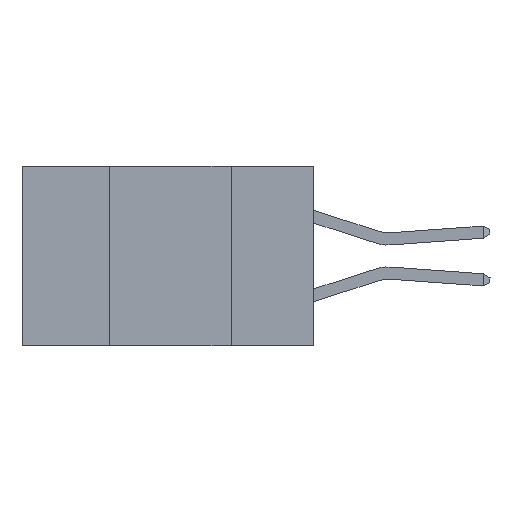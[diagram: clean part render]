
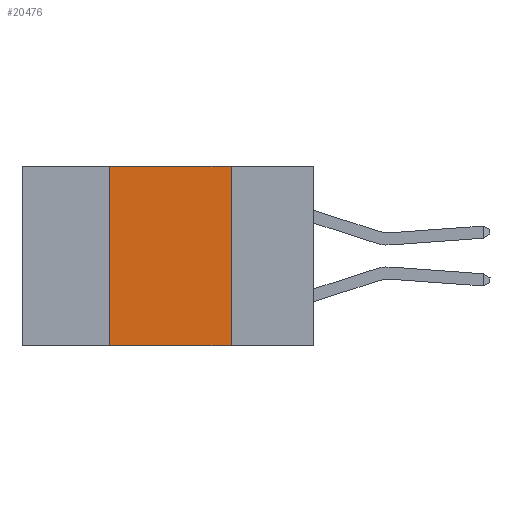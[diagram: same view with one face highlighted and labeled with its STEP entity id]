
A CAD part, left-side view. The second image highlights one B-rep face of the part: STEP entity #20476.
In plain terms, the highlighted planar face has unit normal (-1, 0, 0).
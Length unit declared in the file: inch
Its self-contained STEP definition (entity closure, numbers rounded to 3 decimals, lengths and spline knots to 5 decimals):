
#2203 = ORIENTED_EDGE ( 'NONE', *, *, #9134, .F. ) ;
#3787 = DIRECTION ( 'NONE',  ( 1., 0., 0. ) ) ;
#3877 = CARTESIAN_POINT ( 'NONE',  ( 0., 0.42, -0.37 ) ) ;
#4061 = CARTESIAN_POINT ( 'NONE',  ( 0., 0.6, 0. ) ) ;
#4317 = DIRECTION ( 'NONE',  ( 0., 0., -1. ) ) ;
#4811 = LINE ( 'NONE', #31950, #36483 ) ;
#6813 = VERTEX_POINT ( 'NONE', #23751 ) ;
#7219 = ORIENTED_EDGE ( 'NONE', *, *, #10296, .F. ) ;
#8426 = CARTESIAN_POINT ( 'NONE',  ( 0., 0.17, -0.37 ) ) ;
#9093 = VERTEX_POINT ( 'NONE', #3877 ) ;
#9134 = EDGE_CURVE ( 'NONE', #9093, #6813, #29435, .T. ) ;
#9980 = CARTESIAN_POINT ( 'NONE',  ( 0., 0.6, 0. ) ) ;
#10296 = EDGE_CURVE ( 'NONE', #6813, #32005, #11605, .T. ) ;
#10328 = DIRECTION ( 'NONE',  ( 0., 0., 1. ) ) ;
#11605 = LINE ( 'NONE', #9980, #18753 ) ;
#12716 = AXIS2_PLACEMENT_3D ( 'NONE', #4061, #3787, #4317 ) ;
#13168 = PLANE ( 'NONE',  #12716 ) ;
#13409 = VERTEX_POINT ( 'NONE', #8426 ) ;
#13662 = CARTESIAN_POINT ( 'NONE',  ( 0., 0.17, 0. ) ) ;
#15509 = FACE_OUTER_BOUND ( 'NONE', #19316, .T. ) ;
#18753 = VECTOR ( 'NONE', #37322, 39.37008 ) ;
#19158 = EDGE_CURVE ( 'NONE', #32005, #13409, #4811, .T. ) ;
#19316 = EDGE_LOOP ( 'NONE', ( #20597, #7219, #2203, #35775 ) ) ;
#19411 = CARTESIAN_POINT ( 'NONE',  ( 0., 0.42, 0. ) ) ;
#19836 = VECTOR ( 'NONE', #34015, 39.37008 ) ;
#20476 = ADVANCED_FACE ( 'NONE', ( #15509 ), #13168, .F. ) ;
#20597 = ORIENTED_EDGE ( 'NONE', *, *, #19158, .F. ) ;
#23751 = CARTESIAN_POINT ( 'NONE',  ( 0., 0.42, 0. ) ) ;
#25259 = CARTESIAN_POINT ( 'NONE',  ( 0., 0.6, -0.37 ) ) ;
#27990 = LINE ( 'NONE', #25259, #19836 ) ;
#28582 = DIRECTION ( 'NONE',  ( 0., 0., -1. ) ) ;
#28790 = EDGE_CURVE ( 'NONE', #9093, #13409, #27990, .T. ) ;
#29435 = LINE ( 'NONE', #19411, #35656 ) ;
#31950 = CARTESIAN_POINT ( 'NONE',  ( 0., 0.17, 0. ) ) ;
#32005 = VERTEX_POINT ( 'NONE', #13662 ) ;
#34015 = DIRECTION ( 'NONE',  ( 0., -1., 0. ) ) ;
#35656 = VECTOR ( 'NONE', #10328, 39.37008 ) ;
#35775 = ORIENTED_EDGE ( 'NONE', *, *, #28790, .T. ) ;
#36483 = VECTOR ( 'NONE', #28582, 39.37008 ) ;
#37322 = DIRECTION ( 'NONE',  ( 0., -1., 0. ) ) ;
